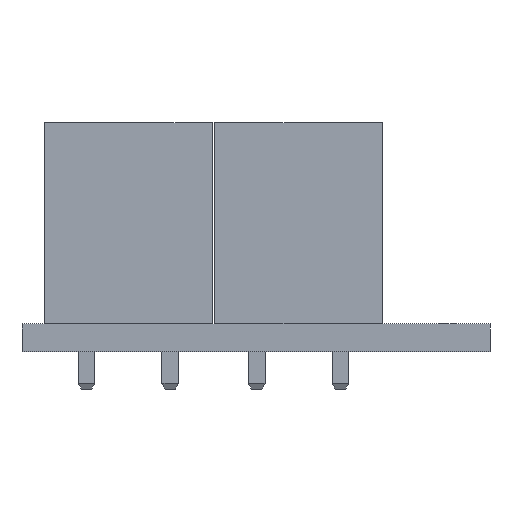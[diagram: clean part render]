
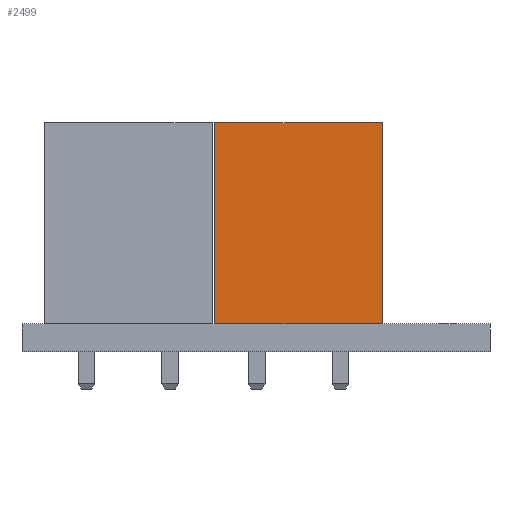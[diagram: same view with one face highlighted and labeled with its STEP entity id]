
A CAD part, front view. The second image highlights one B-rep face of the part: STEP entity #2499.
In plain terms, the highlighted face is planar.
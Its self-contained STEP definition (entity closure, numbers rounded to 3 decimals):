
#1437 = PLANE('',#1438);
#1438 = AXIS2_PLACEMENT_3D('',#1439,#1440,#1441);
#1439 = CARTESIAN_POINT('',(5.,12.,4.2));
#1440 = DIRECTION('',(-1.,0.,0.));
#1441 = DIRECTION('',(0.,0.,1.));
#1493 = PLANE('',#1494);
#1494 = AXIS2_PLACEMENT_3D('',#1495,#1496,#1497);
#1495 = CARTESIAN_POINT('',(-5.,12.,4.2));
#1496 = DIRECTION('',(1.,0.,0.));
#1497 = DIRECTION('',(0.,0.,-1.));
#1545 = PLANE('',#1546);
#1546 = AXIS2_PLACEMENT_3D('',#1547,#1548,#1549);
#1547 = CARTESIAN_POINT('',(5.,0.,-4.2));
#1548 = DIRECTION('',(0.,-1.,0.));
#1549 = DIRECTION('',(0.,0.,-1.));
#1570 = VERTEX_POINT('',#1571);
#1571 = CARTESIAN_POINT('',(-5.,0.,-4.2));
#1592 = EDGE_CURVE('',#1593,#1570,#1595,.T.);
#1593 = VERTEX_POINT('',#1594);
#1594 = CARTESIAN_POINT('',(5.,0.,-4.2));
#1595 = SURFACE_CURVE('',#1596,(#1600,#1607),.PCURVE_S1.);
#1596 = LINE('',#1597,#1598);
#1597 = CARTESIAN_POINT('',(-5.,0.,-4.2));
#1598 = VECTOR('',#1599,1.);
#1599 = DIRECTION('',(-1.,0.,0.));
#1600 = PCURVE('',#1545,#1601);
#1601 = DEFINITIONAL_REPRESENTATION('',(#1602),#1606);
#1602 = LINE('',#1603,#1604);
#1603 = CARTESIAN_POINT('',(0.,-10.));
#1604 = VECTOR('',#1605,1.);
#1605 = DIRECTION('',(0.,-1.));
#1606 = ( GEOMETRIC_REPRESENTATION_CONTEXT(2) 
PARAMETRIC_REPRESENTATION_CONTEXT() REPRESENTATION_CONTEXT('2D SPACE',''
  ) );
#1607 = PCURVE('',#1608,#1613);
#1608 = PLANE('',#1609);
#1609 = AXIS2_PLACEMENT_3D('',#1610,#1611,#1612);
#1610 = CARTESIAN_POINT('',(-5.,12.,-4.2));
#1611 = DIRECTION('',(0.,0.,1.));
#1612 = DIRECTION('',(1.,0.,0.));
#1613 = DEFINITIONAL_REPRESENTATION('',(#1614),#1618);
#1614 = LINE('',#1615,#1616);
#1615 = CARTESIAN_POINT('',(0.,-12.));
#1616 = VECTOR('',#1617,1.);
#1617 = DIRECTION('',(-1.,0.));
#1618 = ( GEOMETRIC_REPRESENTATION_CONTEXT(2) 
PARAMETRIC_REPRESENTATION_CONTEXT() REPRESENTATION_CONTEXT('2D SPACE',''
  ) );
#2211 = VERTEX_POINT('',#2212);
#2212 = CARTESIAN_POINT('',(-5.,12.,-4.2));
#2221 = PLANE('',#2222);
#2222 = AXIS2_PLACEMENT_3D('',#2223,#2224,#2225);
#2223 = CARTESIAN_POINT('',(5.,12.,-4.2));
#2224 = DIRECTION('',(0.,-1.,0.));
#2225 = DIRECTION('',(0.,0.,-1.));
#2269 = VERTEX_POINT('',#2270);
#2270 = CARTESIAN_POINT('',(5.,12.,-4.2));
#2291 = EDGE_CURVE('',#2269,#2211,#2292,.T.);
#2292 = SURFACE_CURVE('',#2293,(#2297,#2304),.PCURVE_S1.);
#2293 = LINE('',#2294,#2295);
#2294 = CARTESIAN_POINT('',(-5.,12.,-4.2));
#2295 = VECTOR('',#2296,1.);
#2296 = DIRECTION('',(-1.,0.,0.));
#2297 = PCURVE('',#2221,#2298);
#2298 = DEFINITIONAL_REPRESENTATION('',(#2299),#2303);
#2299 = LINE('',#2300,#2301);
#2300 = CARTESIAN_POINT('',(0.,-10.));
#2301 = VECTOR('',#2302,1.);
#2302 = DIRECTION('',(0.,-1.));
#2303 = ( GEOMETRIC_REPRESENTATION_CONTEXT(2) 
PARAMETRIC_REPRESENTATION_CONTEXT() REPRESENTATION_CONTEXT('2D SPACE',''
  ) );
#2304 = PCURVE('',#1608,#2305);
#2305 = DEFINITIONAL_REPRESENTATION('',(#2306),#2310);
#2306 = LINE('',#2307,#2308);
#2307 = CARTESIAN_POINT('',(0.,0.));
#2308 = VECTOR('',#2309,1.);
#2309 = DIRECTION('',(-1.,0.));
#2310 = ( GEOMETRIC_REPRESENTATION_CONTEXT(2) 
PARAMETRIC_REPRESENTATION_CONTEXT() REPRESENTATION_CONTEXT('2D SPACE',''
  ) );
#2479 = EDGE_CURVE('',#2269,#1593,#2480,.T.);
#2480 = SURFACE_CURVE('',#2481,(#2485,#2492),.PCURVE_S1.);
#2481 = LINE('',#2482,#2483);
#2482 = CARTESIAN_POINT('',(5.,12.,-4.2));
#2483 = VECTOR('',#2484,1.);
#2484 = DIRECTION('',(0.,-1.,0.));
#2485 = PCURVE('',#1437,#2486);
#2486 = DEFINITIONAL_REPRESENTATION('',(#2487),#2491);
#2487 = LINE('',#2488,#2489);
#2488 = CARTESIAN_POINT('',(-8.4,0.));
#2489 = VECTOR('',#2490,1.);
#2490 = DIRECTION('',(0.,-1.));
#2491 = ( GEOMETRIC_REPRESENTATION_CONTEXT(2) 
PARAMETRIC_REPRESENTATION_CONTEXT() REPRESENTATION_CONTEXT('2D SPACE',''
  ) );
#2492 = PCURVE('',#1608,#2493);
#2493 = DEFINITIONAL_REPRESENTATION('',(#2494),#2498);
#2494 = LINE('',#2495,#2496);
#2495 = CARTESIAN_POINT('',(10.,0.));
#2496 = VECTOR('',#2497,1.);
#2497 = DIRECTION('',(0.,-1.));
#2498 = ( GEOMETRIC_REPRESENTATION_CONTEXT(2) 
PARAMETRIC_REPRESENTATION_CONTEXT() REPRESENTATION_CONTEXT('2D SPACE',''
  ) );
#2499 = ADVANCED_FACE('',(#2500),#1608,.F.);
#2500 = FACE_BOUND('',#2501,.T.);
#2501 = EDGE_LOOP('',(#2502,#2503,#2524,#2525));
#2502 = ORIENTED_EDGE('',*,*,#1592,.T.);
#2503 = ORIENTED_EDGE('',*,*,#2504,.F.);
#2504 = EDGE_CURVE('',#2211,#1570,#2505,.T.);
#2505 = SURFACE_CURVE('',#2506,(#2510,#2517),.PCURVE_S1.);
#2506 = LINE('',#2507,#2508);
#2507 = CARTESIAN_POINT('',(-5.,12.,-4.2));
#2508 = VECTOR('',#2509,1.);
#2509 = DIRECTION('',(0.,-1.,0.));
#2510 = PCURVE('',#1608,#2511);
#2511 = DEFINITIONAL_REPRESENTATION('',(#2512),#2516);
#2512 = LINE('',#2513,#2514);
#2513 = CARTESIAN_POINT('',(0.,0.));
#2514 = VECTOR('',#2515,1.);
#2515 = DIRECTION('',(0.,-1.));
#2516 = ( GEOMETRIC_REPRESENTATION_CONTEXT(2) 
PARAMETRIC_REPRESENTATION_CONTEXT() REPRESENTATION_CONTEXT('2D SPACE',''
  ) );
#2517 = PCURVE('',#1493,#2518);
#2518 = DEFINITIONAL_REPRESENTATION('',(#2519),#2523);
#2519 = LINE('',#2520,#2521);
#2520 = CARTESIAN_POINT('',(8.4,0.));
#2521 = VECTOR('',#2522,1.);
#2522 = DIRECTION('',(0.,-1.));
#2523 = ( GEOMETRIC_REPRESENTATION_CONTEXT(2) 
PARAMETRIC_REPRESENTATION_CONTEXT() REPRESENTATION_CONTEXT('2D SPACE',''
  ) );
#2524 = ORIENTED_EDGE('',*,*,#2291,.F.);
#2525 = ORIENTED_EDGE('',*,*,#2479,.T.);
